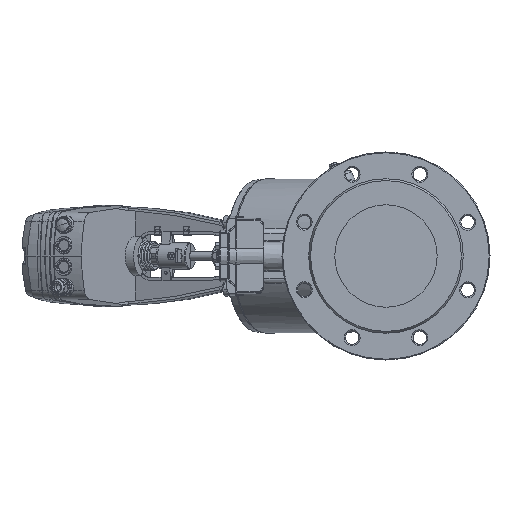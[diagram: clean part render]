
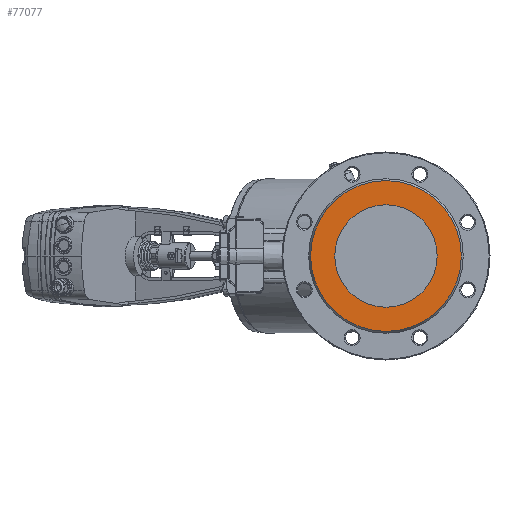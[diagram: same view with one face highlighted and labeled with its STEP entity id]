
A CAD part, left-side view. The second image highlights one B-rep face of the part: STEP entity #77077.
In plain terms, the highlighted planar face has unit normal (-1, 0, 0).
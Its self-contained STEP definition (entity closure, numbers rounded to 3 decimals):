
#2598 = EDGE_CURVE ( 'NONE', #91207, #60186, #104583, .T. ) ;
#7375 = CARTESIAN_POINT ( 'NONE',  ( -224.91, 0., 0. ) ) ;
#9110 = ORIENTED_EDGE ( 'NONE', *, *, #42420, .F. ) ;
#22807 = DIRECTION ( 'NONE',  ( 1., 0., 0. ) ) ;
#25318 = DIRECTION ( 'NONE',  ( 0., 0., -1. ) ) ;
#28538 = DIRECTION ( 'NONE',  ( 0., 0., -1. ) ) ;
#30279 = FACE_OUTER_BOUND ( 'NONE', #39444, .T. ) ;
#34571 = DIRECTION ( 'NONE',  ( 1., 0., 0. ) ) ;
#35393 = CARTESIAN_POINT ( 'NONE',  ( -224.91, 0., 92. ) ) ;
#35663 = CIRCLE ( 'NONE', #96705, 92. ) ;
#36116 = AXIS2_PLACEMENT_3D ( 'NONE', #91018, #65568, #28538 ) ;
#36132 = EDGE_LOOP ( 'NONE', ( #62896, #40660 ) ) ;
#39444 = EDGE_LOOP ( 'NONE', ( #9110, #76062 ) ) ;
#40344 = DIRECTION ( 'NONE',  ( 0., 0., -1. ) ) ;
#40660 = ORIENTED_EDGE ( 'NONE', *, *, #41355, .T. ) ;
#41355 = EDGE_CURVE ( 'NONE', #60186, #91207, #81118, .T. ) ;
#42420 = EDGE_CURVE ( 'NONE', #84431, #81206, #35663, .T. ) ;
#46305 = CARTESIAN_POINT ( 'NONE',  ( -224.91, 0., 62.5 ) ) ;
#60186 = VERTEX_POINT ( 'NONE', #46305 ) ;
#62896 = ORIENTED_EDGE ( 'NONE', *, *, #2598, .T. ) ;
#65568 = DIRECTION ( 'NONE',  ( 1., 0., 0. ) ) ;
#68193 = CARTESIAN_POINT ( 'NONE',  ( -224.91, 0., -92. ) ) ;
#69054 = CARTESIAN_POINT ( 'NONE',  ( -224.91, 0., 0. ) ) ;
#70138 = EDGE_CURVE ( 'NONE', #81206, #84431, #79938, .T. ) ;
#73765 = AXIS2_PLACEMENT_3D ( 'NONE', #89471, #105659, #88904 ) ;
#76062 = ORIENTED_EDGE ( 'NONE', *, *, #70138, .F. ) ;
#77077 = ADVANCED_FACE ( 'NONE', ( #81212, #30279 ), #107773, .F. ) ;
#77198 = DIRECTION ( 'NONE',  ( 0., 0., -1. ) ) ;
#79938 = CIRCLE ( 'NONE', #103927, 92. ) ;
#81118 = CIRCLE ( 'NONE', #73765, 62.5 ) ;
#81206 = VERTEX_POINT ( 'NONE', #35393 ) ;
#81212 = FACE_BOUND ( 'NONE', #36132, .T. ) ;
#84431 = VERTEX_POINT ( 'NONE', #68193 ) ;
#88904 = DIRECTION ( 'NONE',  ( 0., 0., -1. ) ) ;
#89471 = CARTESIAN_POINT ( 'NONE',  ( -224.91, 0., 0. ) ) ;
#91018 = CARTESIAN_POINT ( 'NONE',  ( -224.91, 65.6, 0. ) ) ;
#91207 = VERTEX_POINT ( 'NONE', #96293 ) ;
#96293 = CARTESIAN_POINT ( 'NONE',  ( -224.91, 0., -62.5 ) ) ;
#96705 = AXIS2_PLACEMENT_3D ( 'NONE', #7375, #34571, #25318 ) ;
#101647 = CARTESIAN_POINT ( 'NONE',  ( -224.91, 0., 0. ) ) ;
#102212 = DIRECTION ( 'NONE',  ( 1., 0., 0. ) ) ;
#103927 = AXIS2_PLACEMENT_3D ( 'NONE', #101647, #102212, #40344 ) ;
#104583 = CIRCLE ( 'NONE', #110135, 62.5 ) ;
#105659 = DIRECTION ( 'NONE',  ( 1., 0., 0. ) ) ;
#107773 = PLANE ( 'NONE',  #36116 ) ;
#110135 = AXIS2_PLACEMENT_3D ( 'NONE', #69054, #22807, #77198 ) ;
